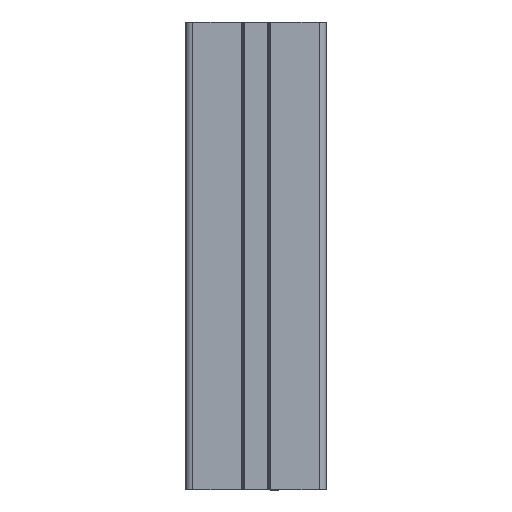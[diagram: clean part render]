
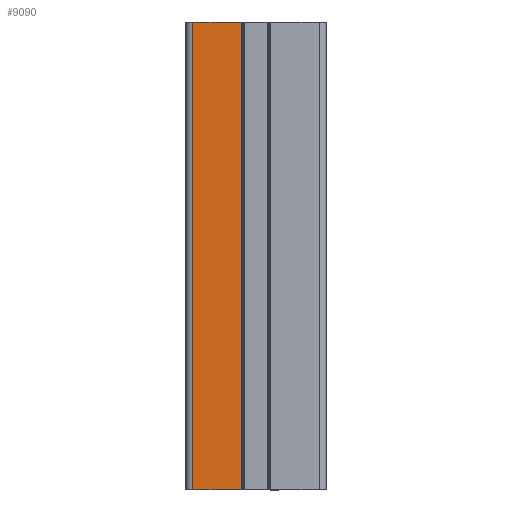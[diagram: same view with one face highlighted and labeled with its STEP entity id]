
A CAD part, top view. The second image highlights one B-rep face of the part: STEP entity #9090.
In plain terms, the highlighted planar face has unit normal (0, 0, 1).
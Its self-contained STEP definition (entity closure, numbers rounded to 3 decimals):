
#88 = CARTESIAN_POINT ( 'NONE',  ( -6.3, 200., 30. ) ) ;
#163 = DIRECTION ( 'NONE',  ( 0., -1., 0. ) ) ;
#1134 = CARTESIAN_POINT ( 'NONE',  ( -27., 0., 30. ) ) ;
#1558 = CARTESIAN_POINT ( 'NONE',  ( -27., 0., 30. ) ) ;
#1785 = EDGE_LOOP ( 'NONE', ( #7495, #3273, #9011, #6516 ) ) ;
#2135 = EDGE_CURVE ( 'NONE', #3166, #7691, #9833, .T. ) ;
#2382 = VECTOR ( 'NONE', #4441, 1000. ) ;
#3166 = VERTEX_POINT ( 'NONE', #9798 ) ;
#3273 = ORIENTED_EDGE ( 'NONE', *, *, #4918, .T. ) ;
#3718 = CARTESIAN_POINT ( 'NONE',  ( -27., 0., 30. ) ) ;
#3922 = CARTESIAN_POINT ( 'NONE',  ( -6.3, 0., 30. ) ) ;
#4238 = DIRECTION ( 'NONE',  ( 0., 0., 1. ) ) ;
#4287 = FACE_OUTER_BOUND ( 'NONE', #1785, .T. ) ;
#4441 = DIRECTION ( 'NONE',  ( 1., 0., 0. ) ) ;
#4918 = EDGE_CURVE ( 'NONE', #7691, #7015, #7504, .T. ) ;
#4957 = DIRECTION ( 'NONE',  ( 1., 0., 0. ) ) ;
#5231 = LINE ( 'NONE', #1558, #5475 ) ;
#5475 = VECTOR ( 'NONE', #163, 1000. ) ;
#5489 = VECTOR ( 'NONE', #9770, 1000. ) ;
#5705 = PLANE ( 'NONE',  #8768 ) ;
#6516 = ORIENTED_EDGE ( 'NONE', *, *, #9392, .T. ) ;
#7015 = VERTEX_POINT ( 'NONE', #88 ) ;
#7194 = VECTOR ( 'NONE', #7790, 1000. ) ;
#7495 = ORIENTED_EDGE ( 'NONE', *, *, #2135, .T. ) ;
#7504 = LINE ( 'NONE', #7571, #5489 ) ;
#7571 = CARTESIAN_POINT ( 'NONE',  ( -6.3, 0., 30. ) ) ;
#7691 = VERTEX_POINT ( 'NONE', #3922 ) ;
#7790 = DIRECTION ( 'NONE',  ( -1., 0., 0. ) ) ;
#8206 = CARTESIAN_POINT ( 'NONE',  ( -27., 200., 30. ) ) ;
#8348 = EDGE_CURVE ( 'NONE', #7015, #8720, #8385, .T. ) ;
#8385 = LINE ( 'NONE', #8435, #7194 ) ;
#8435 = CARTESIAN_POINT ( 'NONE',  ( -27., 200., 30. ) ) ;
#8720 = VERTEX_POINT ( 'NONE', #8206 ) ;
#8768 = AXIS2_PLACEMENT_3D ( 'NONE', #1134, #4238, #4957 ) ;
#9011 = ORIENTED_EDGE ( 'NONE', *, *, #8348, .T. ) ;
#9090 = ADVANCED_FACE ( 'NONE', ( #4287 ), #5705, .T. ) ;
#9392 = EDGE_CURVE ( 'NONE', #8720, #3166, #5231, .T. ) ;
#9770 = DIRECTION ( 'NONE',  ( 0., 1., 0. ) ) ;
#9798 = CARTESIAN_POINT ( 'NONE',  ( -27., 0., 30. ) ) ;
#9833 = LINE ( 'NONE', #3718, #2382 ) ;
